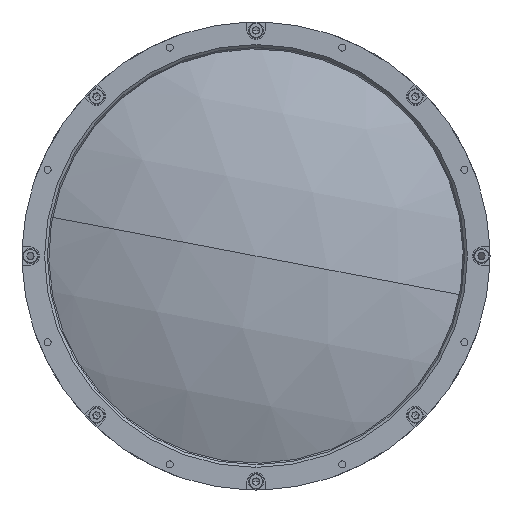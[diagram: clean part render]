
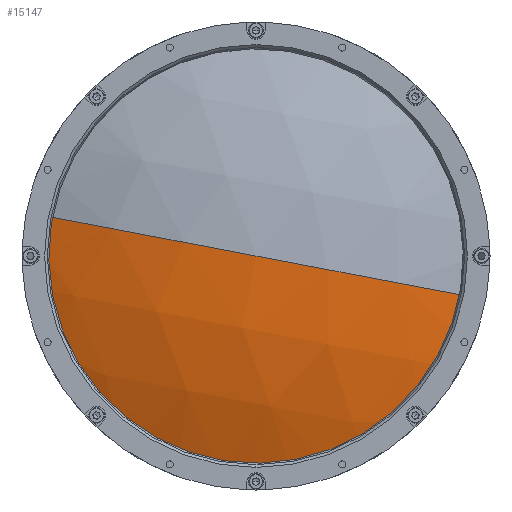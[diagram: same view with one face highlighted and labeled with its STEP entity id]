
A CAD part, left-side view. The second image highlights one B-rep face of the part: STEP entity #15147.
In plain terms, the highlighted spherical face has radius 192.8 mm.
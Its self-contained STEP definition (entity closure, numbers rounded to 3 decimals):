
#1105 = CARTESIAN_POINT ( 'NONE',  ( 13.011, 74.665, 14.182 ) ) ;
#1898 = CARTESIAN_POINT ( 'NONE',  ( 13.011, 0., 0. ) ) ;
#2890 = CARTESIAN_POINT ( 'NONE',  ( 13.011, -74.665, -14.182 ) ) ;
#2963 = AXIS2_PLACEMENT_3D ( 'NONE', #18671, #8845, #20350 ) ;
#3034 = CIRCLE ( 'NONE', #9367, 192.8 ) ;
#3563 = DIRECTION ( 'NONE',  ( 0., 0.187, -0.982 ) ) ;
#5547 = CARTESIAN_POINT ( 'NONE',  ( -2.6, 0., 0. ) ) ;
#6032 = EDGE_LOOP ( 'NONE', ( #16413, #12836, #7087 ) ) ;
#7087 = ORIENTED_EDGE ( 'NONE', *, *, #8596, .F. ) ;
#7249 = CIRCLE ( 'NONE', #10155, 76. ) ;
#8596 = EDGE_CURVE ( 'NONE', #15403, #19949, #3034, .T. ) ;
#8845 = DIRECTION ( 'NONE',  ( 0., 0.187, -0.982 ) ) ;
#9347 = CARTESIAN_POINT ( 'NONE',  ( 190.2, 0., 0. ) ) ;
#9367 = AXIS2_PLACEMENT_3D ( 'NONE', #9347, #20855, #10985 ) ;
#10155 = AXIS2_PLACEMENT_3D ( 'NONE', #1898, #13399, #3563 ) ;
#10927 = DIRECTION ( 'NONE',  ( 0., 0.187, -0.982 ) ) ;
#10985 = DIRECTION ( 'NONE',  ( 0., -0.982, -0.187 ) ) ;
#11207 = AXIS2_PLACEMENT_3D ( 'NONE', #20802, #10927, #12586 ) ;
#12586 = DIRECTION ( 'NONE',  ( 0., 0.982, 0.187 ) ) ;
#12836 = ORIENTED_EDGE ( 'NONE', *, *, #16617, .T. ) ;
#13399 = DIRECTION ( 'NONE',  ( -1., 0., 0. ) ) ;
#13563 = VERTEX_POINT ( 'NONE', #2890 ) ;
#14285 = FACE_OUTER_BOUND ( 'NONE', #6032, .T. ) ;
#15147 = ADVANCED_FACE ( 'NONE', ( #14285 ), #18107, .T. ) ;
#15403 = VERTEX_POINT ( 'NONE', #1105 ) ;
#16413 = ORIENTED_EDGE ( 'NONE', *, *, #18267, .T. ) ;
#16617 = EDGE_CURVE ( 'NONE', #13563, #19949, #17551, .T. ) ;
#17551 = CIRCLE ( 'NONE', #2963, 192.8 ) ;
#18107 = SPHERICAL_SURFACE ( 'NONE', #11207, 192.8 ) ;
#18267 = EDGE_CURVE ( 'NONE', #15403, #13563, #7249, .T. ) ;
#18671 = CARTESIAN_POINT ( 'NONE',  ( 190.2, 0., 0. ) ) ;
#19949 = VERTEX_POINT ( 'NONE', #5547 ) ;
#20350 = DIRECTION ( 'NONE',  ( 0., 0.982, 0.187 ) ) ;
#20802 = CARTESIAN_POINT ( 'NONE',  ( 190.2, 0., 0. ) ) ;
#20855 = DIRECTION ( 'NONE',  ( 0., -0.187, 0.982 ) ) ;
